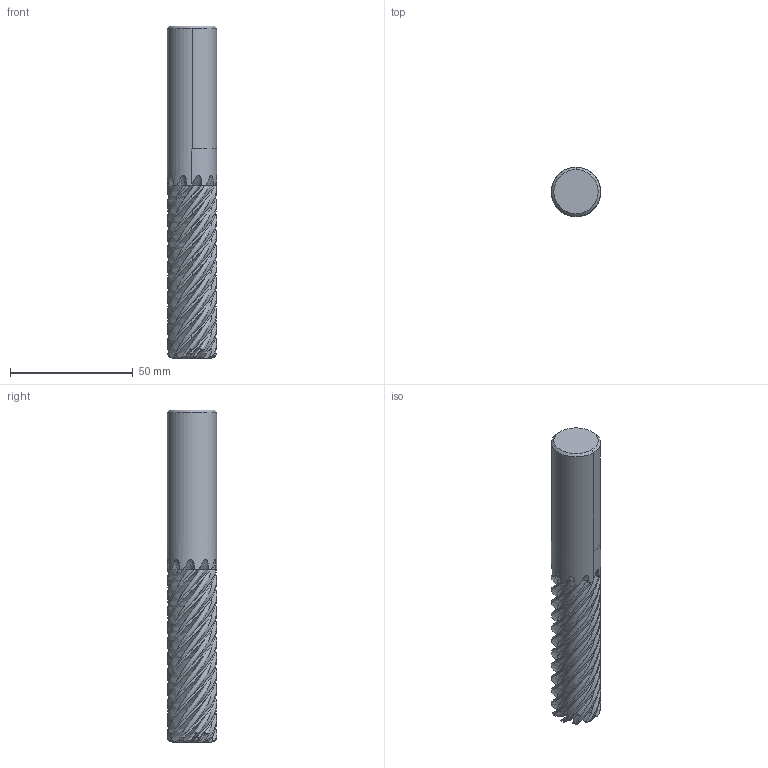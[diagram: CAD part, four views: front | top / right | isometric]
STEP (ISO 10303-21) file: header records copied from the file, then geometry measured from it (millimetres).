
FILE_DESCRIPTION(('no description'),'unknown implementation level');
FILE_NAME('K202307-20_2-Detail.stp',' ',('CIMSOURCE GmbH'),('CADClick - KiM GmbH - www.kimweb.de'),'unknown preprocess','ACIS','unknown authorization');
FILE_SCHEMA(('automotive_design'));
Length unit declared in the file: millimetre
Products named in the file (2): NOCUT; CUT
Bounding box: 20 x 20 x 135 mm (x, y, z)
Volume: 35146.9 mm3; surface area: 16803.4 mm2
Topology: 2 solids, 2 shells, 284 faces, 834 edges, 554 vertices
Faces by surface type: plane 104, bspline 80, revolution 40, cone 36, cylinder 12, torus 12
Entity records: 69241 total; most frequent: CARTESIAN_POINT 53316, STYLED_ITEM 1674, PRESENTATION_STYLE_ASSIGNMENT 1674, COLOUR_RGB 1674, ORIENTED_EDGE 1668, DIRECTION 1014, EDGE_CURVE 834, CURVE_STYLE 834
